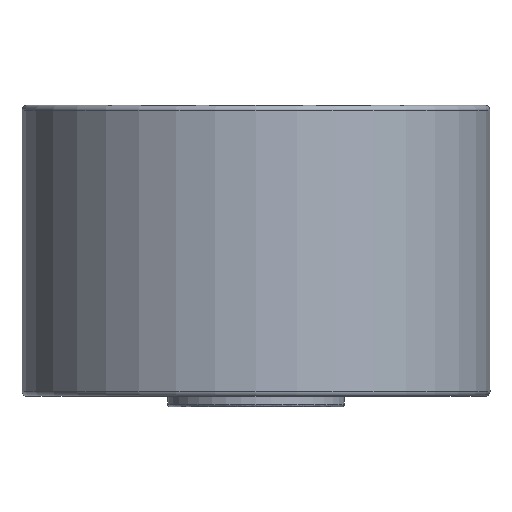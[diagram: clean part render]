
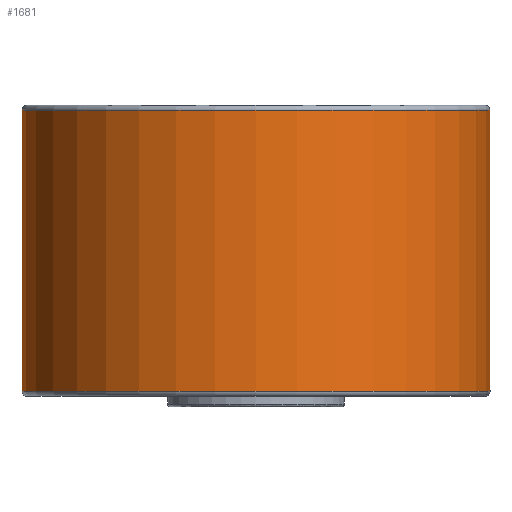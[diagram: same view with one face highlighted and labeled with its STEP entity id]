
A CAD part, front view. The second image highlights one B-rep face of the part: STEP entity #1681.
In plain terms, the highlighted cylindrical face has radius 45 mm (diameter 90 mm), a full revolution.
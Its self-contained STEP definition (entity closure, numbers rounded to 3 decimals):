
#1614 = TOROIDAL_SURFACE('',#1615,44.,1.);
#1615 = AXIS2_PLACEMENT_3D('',#1616,#1617,#1618);
#1616 = CARTESIAN_POINT('',(0.,0.,3.));
#1617 = DIRECTION('',(0.,0.,1.));
#1618 = DIRECTION('',(1.,0.,0.));
#1631 = VERTEX_POINT('',#1632);
#1632 = CARTESIAN_POINT('',(45.,0.,3.));
#1654 = EDGE_CURVE('',#1631,#1631,#1655,.T.);
#1655 = SURFACE_CURVE('',#1656,(#1661,#1668),.PCURVE_S1.);
#1656 = CIRCLE('',#1657,45.);
#1657 = AXIS2_PLACEMENT_3D('',#1658,#1659,#1660);
#1658 = CARTESIAN_POINT('',(0.,0.,3.));
#1659 = DIRECTION('',(0.,0.,-1.));
#1660 = DIRECTION('',(1.,0.,0.));
#1661 = PCURVE('',#1614,#1662);
#1662 = DEFINITIONAL_REPRESENTATION('',(#1663),#1667);
#1663 = LINE('',#1664,#1665);
#1664 = CARTESIAN_POINT('',(-0.,6.283));
#1665 = VECTOR('',#1666,1.);
#1666 = DIRECTION('',(-1.,0.));
#1667 = ( GEOMETRIC_REPRESENTATION_CONTEXT(2) 
PARAMETRIC_REPRESENTATION_CONTEXT() REPRESENTATION_CONTEXT('2D SPACE',''
  ) );
#1668 = PCURVE('',#1669,#1674);
#1669 = CYLINDRICAL_SURFACE('',#1670,45.);
#1670 = AXIS2_PLACEMENT_3D('',#1671,#1672,#1673);
#1671 = CARTESIAN_POINT('',(0.,0.,3.));
#1672 = DIRECTION('',(0.,0.,1.));
#1673 = DIRECTION('',(1.,0.,0.));
#1674 = DEFINITIONAL_REPRESENTATION('',(#1675),#1679);
#1675 = LINE('',#1676,#1677);
#1676 = CARTESIAN_POINT('',(-0.,0.));
#1677 = VECTOR('',#1678,1.);
#1678 = DIRECTION('',(-1.,0.));
#1679 = ( GEOMETRIC_REPRESENTATION_CONTEXT(2) 
PARAMETRIC_REPRESENTATION_CONTEXT() REPRESENTATION_CONTEXT('2D SPACE',''
  ) );
#1681 = ADVANCED_FACE('',(#1682),#1669,.T.);
#1682 = FACE_BOUND('',#1683,.F.);
#1683 = EDGE_LOOP('',(#1684,#1685,#1708,#1735));
#1684 = ORIENTED_EDGE('',*,*,#1654,.T.);
#1685 = ORIENTED_EDGE('',*,*,#1686,.T.);
#1686 = EDGE_CURVE('',#1631,#1687,#1689,.T.);
#1687 = VERTEX_POINT('',#1688);
#1688 = CARTESIAN_POINT('',(45.,0.,
    57.));
#1689 = SEAM_CURVE('',#1690,(#1694,#1701),.PCURVE_S1.);
#1690 = LINE('',#1691,#1692);
#1691 = CARTESIAN_POINT('',(45.,0.,3.));
#1692 = VECTOR('',#1693,1.);
#1693 = DIRECTION('',(0.,0.,1.));
#1694 = PCURVE('',#1669,#1695);
#1695 = DEFINITIONAL_REPRESENTATION('',(#1696),#1700);
#1696 = LINE('',#1697,#1698);
#1697 = CARTESIAN_POINT('',(-0.,0.));
#1698 = VECTOR('',#1699,1.);
#1699 = DIRECTION('',(-0.,1.));
#1700 = ( GEOMETRIC_REPRESENTATION_CONTEXT(2) 
PARAMETRIC_REPRESENTATION_CONTEXT() REPRESENTATION_CONTEXT('2D SPACE',''
  ) );
#1701 = PCURVE('',#1669,#1702);
#1702 = DEFINITIONAL_REPRESENTATION('',(#1703),#1707);
#1703 = LINE('',#1704,#1705);
#1704 = CARTESIAN_POINT('',(-6.283,0.));
#1705 = VECTOR('',#1706,1.);
#1706 = DIRECTION('',(-0.,1.));
#1707 = ( GEOMETRIC_REPRESENTATION_CONTEXT(2) 
PARAMETRIC_REPRESENTATION_CONTEXT() REPRESENTATION_CONTEXT('2D SPACE',''
  ) );
#1708 = ORIENTED_EDGE('',*,*,#1709,.F.);
#1709 = EDGE_CURVE('',#1687,#1687,#1710,.T.);
#1710 = SURFACE_CURVE('',#1711,(#1716,#1723),.PCURVE_S1.);
#1711 = CIRCLE('',#1712,45.);
#1712 = AXIS2_PLACEMENT_3D('',#1713,#1714,#1715);
#1713 = CARTESIAN_POINT('',(0.,0.,57.));
#1714 = DIRECTION('',(0.,0.,-1.));
#1715 = DIRECTION('',(1.,0.,0.));
#1716 = PCURVE('',#1669,#1717);
#1717 = DEFINITIONAL_REPRESENTATION('',(#1718),#1722);
#1718 = LINE('',#1719,#1720);
#1719 = CARTESIAN_POINT('',(-0.,54.));
#1720 = VECTOR('',#1721,1.);
#1721 = DIRECTION('',(-1.,0.));
#1722 = ( GEOMETRIC_REPRESENTATION_CONTEXT(2) 
PARAMETRIC_REPRESENTATION_CONTEXT() REPRESENTATION_CONTEXT('2D SPACE',''
  ) );
#1723 = PCURVE('',#1724,#1729);
#1724 = TOROIDAL_SURFACE('',#1725,44.,1.);
#1725 = AXIS2_PLACEMENT_3D('',#1726,#1727,#1728);
#1726 = CARTESIAN_POINT('',(0.,0.,57.));
#1727 = DIRECTION('',(0.,0.,1.));
#1728 = DIRECTION('',(1.,0.,0.));
#1729 = DEFINITIONAL_REPRESENTATION('',(#1730),#1734);
#1730 = LINE('',#1731,#1732);
#1731 = CARTESIAN_POINT('',(-0.,0.));
#1732 = VECTOR('',#1733,1.);
#1733 = DIRECTION('',(-1.,0.));
#1734 = ( GEOMETRIC_REPRESENTATION_CONTEXT(2) 
PARAMETRIC_REPRESENTATION_CONTEXT() REPRESENTATION_CONTEXT('2D SPACE',''
  ) );
#1735 = ORIENTED_EDGE('',*,*,#1686,.F.);
